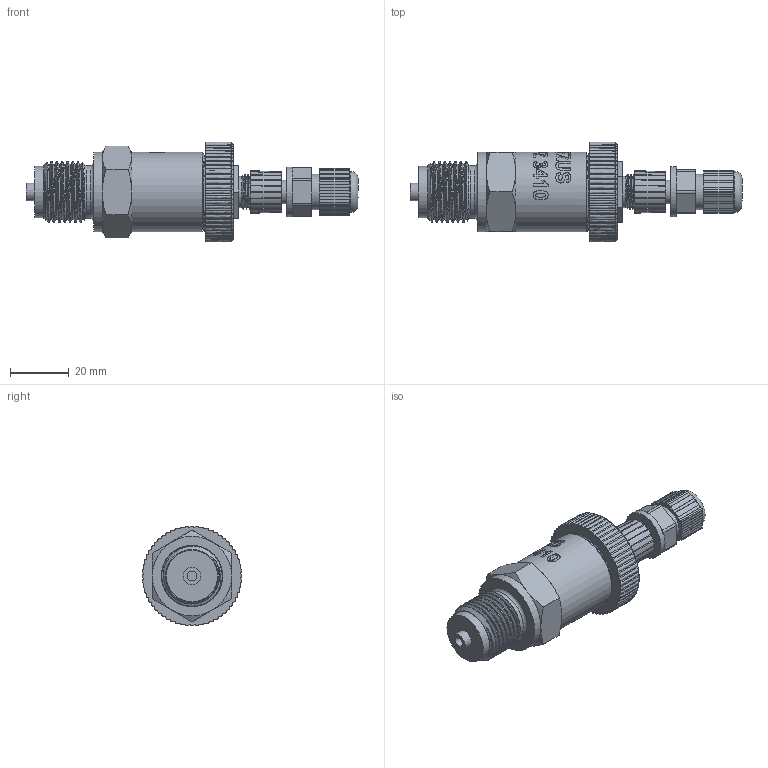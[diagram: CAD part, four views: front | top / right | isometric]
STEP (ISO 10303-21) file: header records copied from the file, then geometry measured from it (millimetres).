
FILE_DESCRIPTION(/* description */ (''),/* implementation_level */ '2;1');
FILE_NAME(/* name */ 'APZ3410_4_M12x1-straight.step',/* time_stamp */ '2021-06-17T12:46:13+03:00',/* author */ (''),/* organization */ (''),/* preprocessor_version */ 'ST-DEVELOPER v18.1',/* originating_system */ 'Autodesk Translation Framework v10.9.0.1377',/* authorisation */ '');
FILE_SCHEMA (('AUTOMOTIVE_DESIGN { 1 0 10303 214 3 1 1 }'));
Products named in the file (6): APZ3410_x_y; OMAL nut M27x1.5 v8; M12x1 male v16; Ш100.000.002 v4; M12x1 female straight v9; G 1/2 EN
Assembly tree (5 placements, depth 2):
  APZ3410_x_y
    OMAL nut M27x1.5 v8
    M12x1 male v16
    Ш100.000.002 v4
    M12x1 female straight v9
    G 1/2 EN
Bounding box: 113.04 x 34 x 34 mm (x, y, z)
Volume: 43943.3 mm3; surface area: 18785.3 mm2
Topology: 16 solids, 16 shells, 909 faces, 2524 edges, 1689 vertices
Faces by surface type: bspline 454, plane 261, cylinder 141, cone 47, torus 6
Full cylindrical faces by diameter (mm): 1 x12, 1.5 x4, 3.3 x1, 6 x1, 7.3 x1, 8 x3, 8.2 x1, 10.293 x1, 10.6 x2, 10.741 x6, 11.884 x5, 12 x1, 14 x2, 14.137 x4, 14.526 x3, 15.85 x3, 16.203 x3, 17 x1, 17.5 x1, 18 x1, 18.631 x7, 21.4 x2, 22.3 x1, 24.5 x1, 25.132 x4, 25.526 x4, 26.85 x3, 27 x2, 27.208 x5
Entity records: 53796 total; most frequent: CARTESIAN_POINT 34006, ORIENTED_EDGE 5048, EDGE_CURVE 2524, DIRECTION 2469, VERTEX_POINT 1689, B_SPLINE_CURVE_WITH_KNOTS 1199, EDGE_LOOP 967, LINE 945
